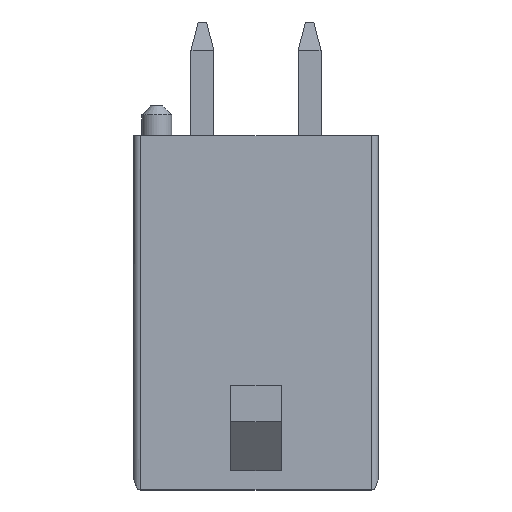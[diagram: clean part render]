
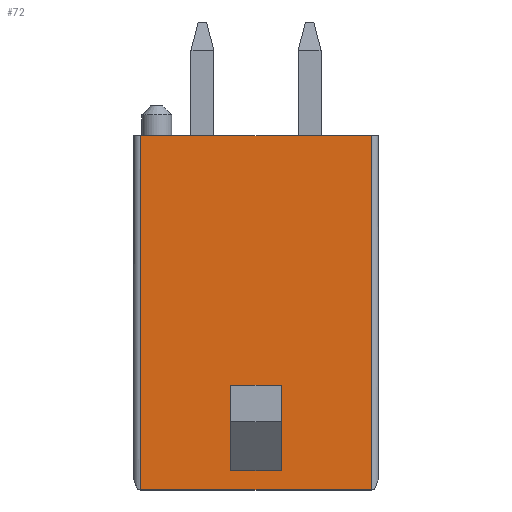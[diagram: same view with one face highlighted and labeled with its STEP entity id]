
A CAD part, top view. The second image highlights one B-rep face of the part: STEP entity #72.
In plain terms, the highlighted planar face has unit normal (0, 0, 1).
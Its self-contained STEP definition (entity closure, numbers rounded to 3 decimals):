
#55=FACE_BOUND('',#266,.T.);
#56=FACE_BOUND('',#267,.T.);
#72=ADVANCED_FACE('',(#55,#56),#141,.F.);
#141=PLANE('',#1223);
#266=EDGE_LOOP('',(#349,#350,#351,#352));
#267=EDGE_LOOP('',(#353,#354,#355,#356));
#349=ORIENTED_EDGE('',*,*,#774,.T.);
#350=ORIENTED_EDGE('',*,*,#775,.F.);
#351=ORIENTED_EDGE('',*,*,#776,.F.);
#352=ORIENTED_EDGE('',*,*,#777,.T.);
#353=ORIENTED_EDGE('',*,*,#778,.F.);
#354=ORIENTED_EDGE('',*,*,#779,.T.);
#355=ORIENTED_EDGE('',*,*,#780,.T.);
#356=ORIENTED_EDGE('',*,*,#781,.F.);
#671=VERTEX_POINT('',#1637);
#672=VERTEX_POINT('',#1638);
#673=VERTEX_POINT('',#1640);
#674=VERTEX_POINT('',#1642);
#675=VERTEX_POINT('',#1645);
#676=VERTEX_POINT('',#1646);
#677=VERTEX_POINT('',#1648);
#678=VERTEX_POINT('',#1650);
#774=EDGE_CURVE('',#671,#672,#935,.T.);
#775=EDGE_CURVE('',#673,#672,#936,.T.);
#776=EDGE_CURVE('',#674,#673,#937,.T.);
#777=EDGE_CURVE('',#674,#671,#938,.T.);
#778=EDGE_CURVE('',#675,#676,#939,.T.);
#779=EDGE_CURVE('',#675,#677,#940,.T.);
#780=EDGE_CURVE('',#677,#678,#941,.T.);
#781=EDGE_CURVE('',#676,#678,#942,.T.);
#935=LINE('',#1636,#1081);
#936=LINE('',#1639,#1082);
#937=LINE('',#1641,#1083);
#938=LINE('',#1643,#1084);
#939=LINE('',#1644,#1085);
#940=LINE('',#1647,#1086);
#941=LINE('',#1649,#1087);
#942=LINE('',#1651,#1088);
#1081=VECTOR('',#1316,1.);
#1082=VECTOR('',#1317,1.);
#1083=VECTOR('',#1318,1.);
#1084=VECTOR('',#1319,1.);
#1085=VECTOR('',#1320,1.);
#1086=VECTOR('',#1321,1.);
#1087=VECTOR('',#1322,1.);
#1088=VECTOR('',#1323,1.);
#1223=AXIS2_PLACEMENT_3D('',#1652,#1324,#1325);
#1316=DIRECTION('',(1.,0.,0.));
#1317=DIRECTION('',(0.,-1.,0.));
#1318=DIRECTION('',(1.,0.,0.));
#1319=DIRECTION('',(0.,-1.,0.));
#1320=DIRECTION('',(0.,1.,0.));
#1321=DIRECTION('',(-1.,0.,0.));
#1322=DIRECTION('',(0.,1.,0.));
#1323=DIRECTION('',(-1.,0.,0.));
#1324=DIRECTION('',(0.,0.,-1.));
#1325=DIRECTION('',(-1.,0.,0.));
#1636=CARTESIAN_POINT('',(-3.225,0.,4.18));
#1637=CARTESIAN_POINT('',(-3.225,0.,4.18));
#1638=CARTESIAN_POINT('',(3.225,0.,4.18));
#1639=CARTESIAN_POINT('',(3.225,9.91,4.18));
#1640=CARTESIAN_POINT('',(3.225,9.91,4.18));
#1641=CARTESIAN_POINT('',(-3.225,9.91,4.18));
#1642=CARTESIAN_POINT('',(-3.225,9.91,4.18));
#1643=CARTESIAN_POINT('',(-3.225,9.91,4.18));
#1644=CARTESIAN_POINT('',(0.7,0.536,4.18));
#1645=CARTESIAN_POINT('',(0.7,0.536,4.18));
#1646=CARTESIAN_POINT('',(0.7,2.92,4.18));
#1647=CARTESIAN_POINT('',(0.7,0.536,4.18));
#1648=CARTESIAN_POINT('',(-0.7,0.536,4.18));
#1649=CARTESIAN_POINT('',(-0.7,0.536,4.18));
#1650=CARTESIAN_POINT('',(-0.7,2.92,4.18));
#1651=CARTESIAN_POINT('',(0.7,2.92,4.18));
#1652=CARTESIAN_POINT('',(-3.225,9.91,4.18));
